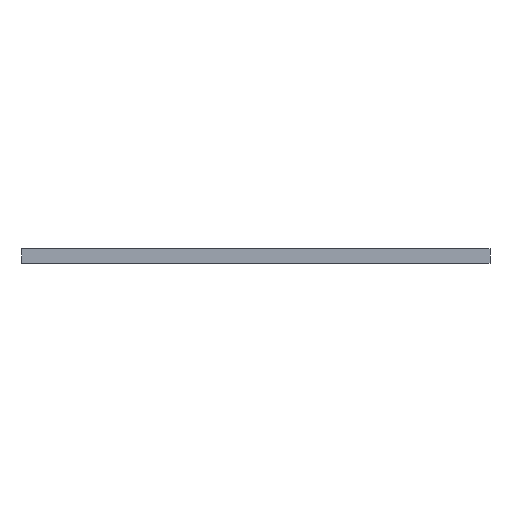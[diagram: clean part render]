
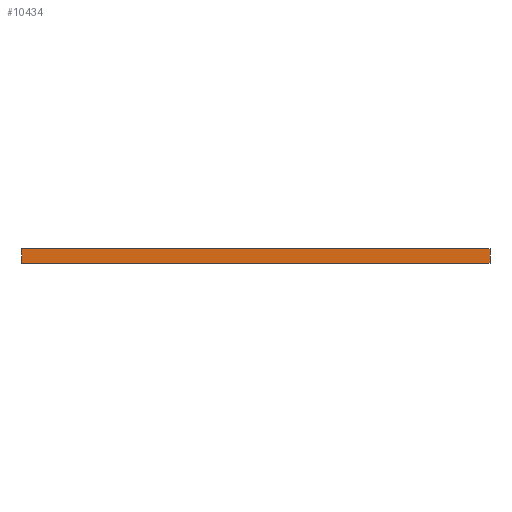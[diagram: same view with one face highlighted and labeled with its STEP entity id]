
A CAD part, front view. The second image highlights one B-rep face of the part: STEP entity #10434.
In plain terms, the highlighted planar face has unit normal (0, -1, 0).
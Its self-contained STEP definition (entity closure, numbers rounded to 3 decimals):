
#83 = PLANE('',#84);
#84 = AXIS2_PLACEMENT_3D('',#85,#86,#87);
#85 = CARTESIAN_POINT('',(147.856,-107.736,1.6));
#86 = DIRECTION('',(0.,0.,1.));
#87 = DIRECTION('',(1.,0.,-0.));
#137 = PLANE('',#138);
#138 = AXIS2_PLACEMENT_3D('',#139,#140,#141);
#139 = CARTESIAN_POINT('',(147.856,-107.736,0.));
#140 = DIRECTION('',(0.,0.,1.));
#141 = DIRECTION('',(1.,0.,-0.));
#529 = VERTEX_POINT('',#530);
#530 = CARTESIAN_POINT('',(121.831,-139.294,0.));
#544 = PLANE('',#545);
#545 = AXIS2_PLACEMENT_3D('',#546,#547,#548);
#546 = CARTESIAN_POINT('',(121.831,-134.214,0.));
#547 = DIRECTION('',(1.,0.,-0.));
#548 = DIRECTION('',(0.,-1.,0.));
#556 = EDGE_CURVE('',#529,#557,#559,.T.);
#557 = VERTEX_POINT('',#558);
#558 = CARTESIAN_POINT('',(175.171,-139.294,0.));
#559 = SURFACE_CURVE('',#560,(#564,#571),.PCURVE_S1.);
#560 = LINE('',#561,#562);
#561 = CARTESIAN_POINT('',(121.831,-139.294,0.));
#562 = VECTOR('',#563,1.);
#563 = DIRECTION('',(1.,0.,0.));
#564 = PCURVE('',#137,#565);
#565 = DEFINITIONAL_REPRESENTATION('',(#566),#570);
#566 = LINE('',#567,#568);
#567 = CARTESIAN_POINT('',(-26.025,-31.557));
#568 = VECTOR('',#569,1.);
#569 = DIRECTION('',(1.,0.));
#570 = ( GEOMETRIC_REPRESENTATION_CONTEXT(2) 
PARAMETRIC_REPRESENTATION_CONTEXT() REPRESENTATION_CONTEXT('2D SPACE',''
  ) );
#571 = PCURVE('',#572,#577);
#572 = PLANE('',#573);
#573 = AXIS2_PLACEMENT_3D('',#574,#575,#576);
#574 = CARTESIAN_POINT('',(121.831,-139.294,0.));
#575 = DIRECTION('',(0.,1.,0.));
#576 = DIRECTION('',(1.,0.,0.));
#577 = DEFINITIONAL_REPRESENTATION('',(#578),#582);
#578 = LINE('',#579,#580);
#579 = CARTESIAN_POINT('',(0.,0.));
#580 = VECTOR('',#581,1.);
#581 = DIRECTION('',(1.,0.));
#582 = ( GEOMETRIC_REPRESENTATION_CONTEXT(2) 
PARAMETRIC_REPRESENTATION_CONTEXT() REPRESENTATION_CONTEXT('2D SPACE',''
  ) );
#600 = PLANE('',#601);
#601 = AXIS2_PLACEMENT_3D('',#602,#603,#604);
#602 = CARTESIAN_POINT('',(175.171,-139.294,0.));
#603 = DIRECTION('',(-1.,0.,0.));
#604 = DIRECTION('',(0.,1.,0.));
#5836 = VERTEX_POINT('',#5837);
#5837 = CARTESIAN_POINT('',(121.831,-139.294,1.6));
#5858 = EDGE_CURVE('',#5836,#5859,#5861,.T.);
#5859 = VERTEX_POINT('',#5860);
#5860 = CARTESIAN_POINT('',(175.171,-139.294,1.6));
#5861 = SURFACE_CURVE('',#5862,(#5866,#5873),.PCURVE_S1.);
#5862 = LINE('',#5863,#5864);
#5863 = CARTESIAN_POINT('',(121.831,-139.294,1.6));
#5864 = VECTOR('',#5865,1.);
#5865 = DIRECTION('',(1.,0.,0.));
#5866 = PCURVE('',#83,#5867);
#5867 = DEFINITIONAL_REPRESENTATION('',(#5868),#5872);
#5868 = LINE('',#5869,#5870);
#5869 = CARTESIAN_POINT('',(-26.025,-31.557));
#5870 = VECTOR('',#5871,1.);
#5871 = DIRECTION('',(1.,0.));
#5872 = ( GEOMETRIC_REPRESENTATION_CONTEXT(2) 
PARAMETRIC_REPRESENTATION_CONTEXT() REPRESENTATION_CONTEXT('2D SPACE',''
  ) );
#5873 = PCURVE('',#572,#5874);
#5874 = DEFINITIONAL_REPRESENTATION('',(#5875),#5879);
#5875 = LINE('',#5876,#5877);
#5876 = CARTESIAN_POINT('',(0.,-1.6));
#5877 = VECTOR('',#5878,1.);
#5878 = DIRECTION('',(1.,0.));
#5879 = ( GEOMETRIC_REPRESENTATION_CONTEXT(2) 
PARAMETRIC_REPRESENTATION_CONTEXT() REPRESENTATION_CONTEXT('2D SPACE',''
  ) );
#10411 = EDGE_CURVE('',#557,#5859,#10412,.T.);
#10412 = SURFACE_CURVE('',#10413,(#10417,#10424),.PCURVE_S1.);
#10413 = LINE('',#10414,#10415);
#10414 = CARTESIAN_POINT('',(175.171,-139.294,0.));
#10415 = VECTOR('',#10416,1.);
#10416 = DIRECTION('',(0.,0.,1.));
#10417 = PCURVE('',#600,#10418);
#10418 = DEFINITIONAL_REPRESENTATION('',(#10419),#10423);
#10419 = LINE('',#10420,#10421);
#10420 = CARTESIAN_POINT('',(0.,0.));
#10421 = VECTOR('',#10422,1.);
#10422 = DIRECTION('',(0.,-1.));
#10423 = ( GEOMETRIC_REPRESENTATION_CONTEXT(2) 
PARAMETRIC_REPRESENTATION_CONTEXT() REPRESENTATION_CONTEXT('2D SPACE',''
  ) );
#10424 = PCURVE('',#572,#10425);
#10425 = DEFINITIONAL_REPRESENTATION('',(#10426),#10430);
#10426 = LINE('',#10427,#10428);
#10427 = CARTESIAN_POINT('',(53.34,0.));
#10428 = VECTOR('',#10429,1.);
#10429 = DIRECTION('',(0.,-1.));
#10430 = ( GEOMETRIC_REPRESENTATION_CONTEXT(2) 
PARAMETRIC_REPRESENTATION_CONTEXT() REPRESENTATION_CONTEXT('2D SPACE',''
  ) );
#10434 = ADVANCED_FACE('',(#10435),#572,.F.);
#10435 = FACE_BOUND('',#10436,.F.);
#10436 = EDGE_LOOP('',(#10437,#10458,#10459,#10460));
#10437 = ORIENTED_EDGE('',*,*,#10438,.T.);
#10438 = EDGE_CURVE('',#529,#5836,#10439,.T.);
#10439 = SURFACE_CURVE('',#10440,(#10444,#10451),.PCURVE_S1.);
#10440 = LINE('',#10441,#10442);
#10441 = CARTESIAN_POINT('',(121.831,-139.294,0.));
#10442 = VECTOR('',#10443,1.);
#10443 = DIRECTION('',(0.,0.,1.));
#10444 = PCURVE('',#572,#10445);
#10445 = DEFINITIONAL_REPRESENTATION('',(#10446),#10450);
#10446 = LINE('',#10447,#10448);
#10447 = CARTESIAN_POINT('',(0.,0.));
#10448 = VECTOR('',#10449,1.);
#10449 = DIRECTION('',(0.,-1.));
#10450 = ( GEOMETRIC_REPRESENTATION_CONTEXT(2) 
PARAMETRIC_REPRESENTATION_CONTEXT() REPRESENTATION_CONTEXT('2D SPACE',''
  ) );
#10451 = PCURVE('',#544,#10452);
#10452 = DEFINITIONAL_REPRESENTATION('',(#10453),#10457);
#10453 = LINE('',#10454,#10455);
#10454 = CARTESIAN_POINT('',(5.08,0.));
#10455 = VECTOR('',#10456,1.);
#10456 = DIRECTION('',(0.,-1.));
#10457 = ( GEOMETRIC_REPRESENTATION_CONTEXT(2) 
PARAMETRIC_REPRESENTATION_CONTEXT() REPRESENTATION_CONTEXT('2D SPACE',''
  ) );
#10458 = ORIENTED_EDGE('',*,*,#5858,.T.);
#10459 = ORIENTED_EDGE('',*,*,#10411,.F.);
#10460 = ORIENTED_EDGE('',*,*,#556,.F.);
